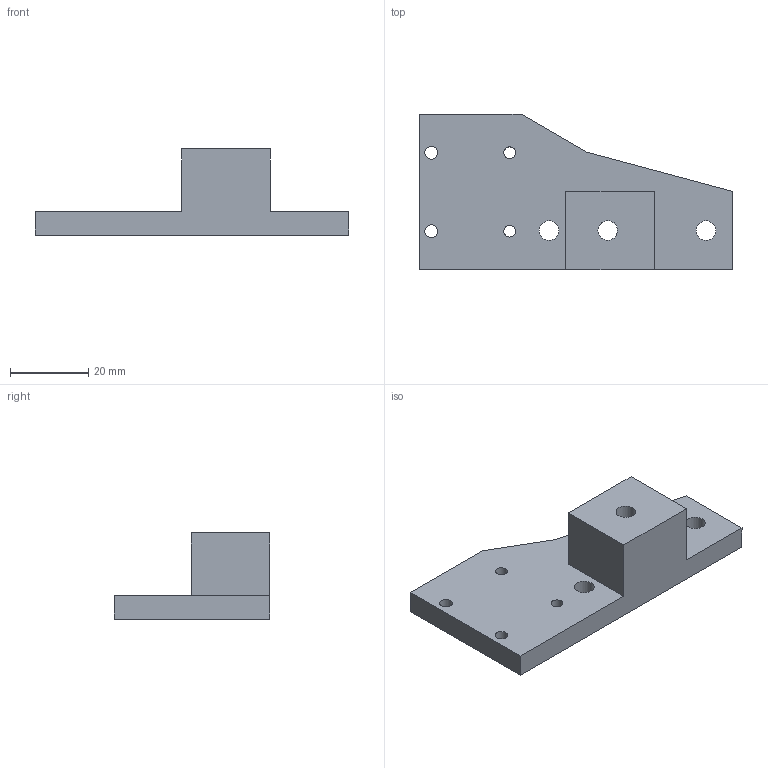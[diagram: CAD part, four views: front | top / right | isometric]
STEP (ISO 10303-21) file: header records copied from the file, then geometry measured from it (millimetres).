
FILE_DESCRIPTION(/* description */ ('','CAx-IF Rec.Pracs.---Representation and Presentation of Product Manufacturing Information (PMI)---4.0---2014-10-13'),/* implementation_level */ '2;1');
FILE_NAME(/* name */ 'XY Joint (1).step',/* time_stamp */ '2025-08-01T18:31:03+05:30',/* author */ (''),/* organization */ (''),/* preprocessor_version */ 'ST-DEVELOPER v20',/* originating_system */ 'Autodesk Translation Framework v13.20.0.188',/* authorisation */ '');
FILE_SCHEMA (('AP242_MANAGED_MODEL_BASED_3D_ENGINEERING_MIM_LF { 1 0 10303 442 1 1 4 }'));
Length unit declared in the file: millimetre
Products named in the file (1): XY Joint (1)
Bounding box: 80 x 39.7 x 21.99 mm (x, y, z)
Volume: 21667 mm3; surface area: 8389.8 mm2
Topology: 1 solids, 1 shells, 19 faces, 51 edges, 34 vertices
Faces by surface type: plane 12, cylinder 7
Full cylindrical faces by diameter (mm): 3 x2, 3.25 x2, 5 x3
Entity records: 660 total; most frequent: DIRECTION 105, CARTESIAN_POINT 105, ORIENTED_EDGE 102, EDGE_CURVE 51, LINE 37, VECTOR 37, VERTEX_POINT 34, AXIS2_PLACEMENT_3D 34
